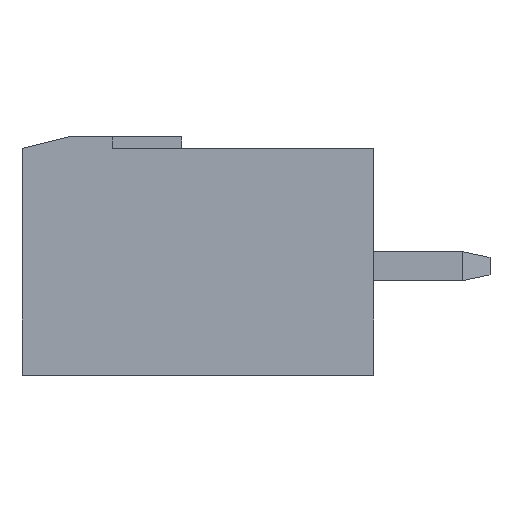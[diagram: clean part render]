
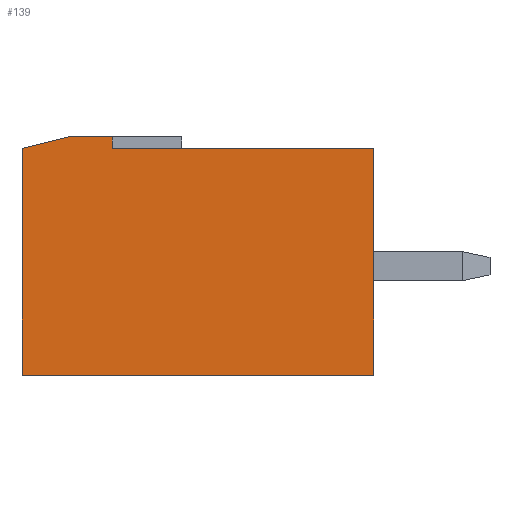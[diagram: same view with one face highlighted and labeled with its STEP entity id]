
A CAD part, left-side view. The second image highlights one B-rep face of the part: STEP entity #139.
In plain terms, the highlighted planar face has unit normal (-1, 0, 0).
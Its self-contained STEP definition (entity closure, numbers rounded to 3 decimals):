
#139 = ADVANCED_FACE ( 'NONE', ( #1410 ), #13939, .T. ) ;
#1115 = CARTESIAN_POINT ( 'NONE',  ( -4.3, 0., 0. ) ) ;
#1410 = FACE_OUTER_BOUND ( 'NONE', #15251, .T. ) ;
#2454 = ORIENTED_EDGE ( 'NONE', *, *, #15419, .T. ) ;
#3650 = VECTOR ( 'NONE', #26139, 1000. ) ;
#4257 = CARTESIAN_POINT ( 'NONE',  ( -4.3, 12.1, 0. ) ) ;
#6457 = LINE ( 'NONE', #29600, #31830 ) ;
#6902 = ORIENTED_EDGE ( 'NONE', *, *, #21425, .T. ) ;
#8388 = EDGE_CURVE ( 'NONE', #17570, #11336, #32441, .T. ) ;
#9606 = DIRECTION ( 'NONE',  ( 0., 1., 0. ) ) ;
#9887 = ORIENTED_EDGE ( 'NONE', *, *, #21273, .T. ) ;
#11035 = CARTESIAN_POINT ( 'NONE',  ( -4.3, 9., 8.2 ) ) ;
#11336 = VERTEX_POINT ( 'NONE', #24617 ) ;
#11617 = DIRECTION ( 'NONE',  ( 0., 0., 1. ) ) ;
#12301 = CARTESIAN_POINT ( 'NONE',  ( -4.3, 9., 7.8 ) ) ;
#13056 = CARTESIAN_POINT ( 'NONE',  ( -4.3, 10.5, 8.2 ) ) ;
#13939 = PLANE ( 'NONE',  #16521 ) ;
#14409 = LINE ( 'NONE', #24538, #3650 ) ;
#14855 = CARTESIAN_POINT ( 'NONE',  ( -4.3, 12.1, 0. ) ) ;
#15011 = VECTOR ( 'NONE', #19831, 1000. ) ;
#15136 = CARTESIAN_POINT ( 'NONE',  ( -4.3, -8.907, 7.8 ) ) ;
#15251 = EDGE_LOOP ( 'NONE', ( #30050, #2454, #9887, #28104, #6902, #17578, #20262 ) ) ;
#15419 = EDGE_CURVE ( 'NONE', #19545, #26256, #24439, .T. ) ;
#15898 = VECTOR ( 'NONE', #25472, 1000. ) ;
#16521 = AXIS2_PLACEMENT_3D ( 'NONE', #22073, #32015, #11617 ) ;
#17570 = VERTEX_POINT ( 'NONE', #13056 ) ;
#17578 = ORIENTED_EDGE ( 'NONE', *, *, #8388, .T. ) ;
#18004 = VECTOR ( 'NONE', #19868, 1000. ) ;
#18282 = VERTEX_POINT ( 'NONE', #11035 ) ;
#19183 = VERTEX_POINT ( 'NONE', #14855 ) ;
#19545 = VERTEX_POINT ( 'NONE', #1115 ) ;
#19831 = DIRECTION ( 'NONE',  ( 0., 0., 1. ) ) ;
#19868 = DIRECTION ( 'NONE',  ( 0., 0.97, -0.243 ) ) ;
#20262 = ORIENTED_EDGE ( 'NONE', *, *, #23390, .F. ) ;
#21273 = EDGE_CURVE ( 'NONE', #26256, #27815, #30451, .T. ) ;
#21425 = EDGE_CURVE ( 'NONE', #18282, #17570, #6457, .T. ) ;
#21940 = VECTOR ( 'NONE', #22548, 1000. ) ;
#22073 = CARTESIAN_POINT ( 'NONE',  ( -4.3, -8.907, 0. ) ) ;
#22164 = EDGE_CURVE ( 'NONE', #19545, #19183, #14409, .T. ) ;
#22548 = DIRECTION ( 'NONE',  ( 0., 0., 1. ) ) ;
#22583 = VECTOR ( 'NONE', #27115, 1000. ) ;
#23390 = EDGE_CURVE ( 'NONE', #19183, #11336, #27142, .T. ) ;
#24439 = LINE ( 'NONE', #25091, #22583 ) ;
#24538 = CARTESIAN_POINT ( 'NONE',  ( -4.3, -8.907, 0. ) ) ;
#24617 = CARTESIAN_POINT ( 'NONE',  ( -4.3, 12.1, 7.8 ) ) ;
#24991 = CARTESIAN_POINT ( 'NONE',  ( -4.3, 10.5, 8.2 ) ) ;
#25091 = CARTESIAN_POINT ( 'NONE',  ( -4.3, 0., 0. ) ) ;
#25472 = DIRECTION ( 'NONE',  ( 0., 1., 0. ) ) ;
#26139 = DIRECTION ( 'NONE',  ( 0., 1., 0. ) ) ;
#26256 = VERTEX_POINT ( 'NONE', #31288 ) ;
#27115 = DIRECTION ( 'NONE',  ( 0., 0., 1. ) ) ;
#27142 = LINE ( 'NONE', #4257, #15011 ) ;
#27815 = VERTEX_POINT ( 'NONE', #12301 ) ;
#28043 = CARTESIAN_POINT ( 'NONE',  ( -4.3, 9., 7.8 ) ) ;
#28104 = ORIENTED_EDGE ( 'NONE', *, *, #29972, .T. ) ;
#29600 = CARTESIAN_POINT ( 'NONE',  ( -4.3, 9., 8.2 ) ) ;
#29972 = EDGE_CURVE ( 'NONE', #27815, #18282, #30368, .T. ) ;
#30050 = ORIENTED_EDGE ( 'NONE', *, *, #22164, .F. ) ;
#30368 = LINE ( 'NONE', #28043, #21940 ) ;
#30451 = LINE ( 'NONE', #15136, #15898 ) ;
#31288 = CARTESIAN_POINT ( 'NONE',  ( -4.3, 0., 7.8 ) ) ;
#31830 = VECTOR ( 'NONE', #9606, 1000. ) ;
#32015 = DIRECTION ( 'NONE',  ( -1., 0., 0. ) ) ;
#32441 = LINE ( 'NONE', #24991, #18004 ) ;
